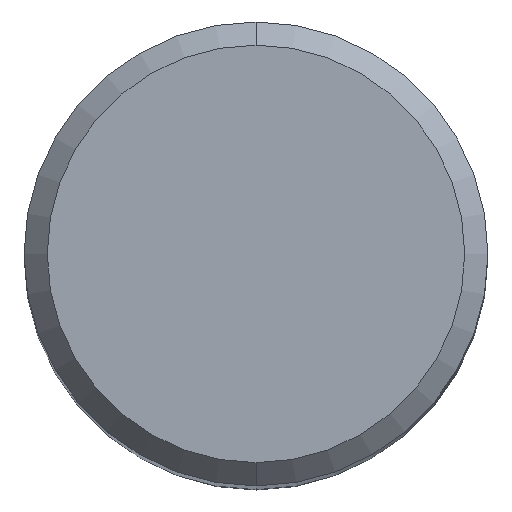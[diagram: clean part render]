
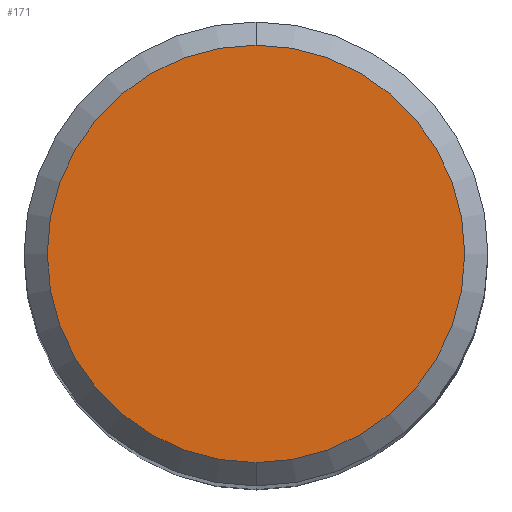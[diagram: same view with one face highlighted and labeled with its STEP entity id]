
A CAD part, top view. The second image highlights one B-rep face of the part: STEP entity #171.
In plain terms, the highlighted planar face has unit normal (0, 0, 1).
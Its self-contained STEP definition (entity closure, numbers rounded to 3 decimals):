
#153=EDGE_CURVE('',#185,#165,#313,.T.);
#165=VERTEX_POINT('',#325);
#171=ADVANCED_FACE('',(#332),#333,.T.);
#185=VERTEX_POINT('',#348);
#187=EDGE_CURVE('',#165,#185,#350,.T.);
#313=CIRCLE('',#491,4.5);
#325=CARTESIAN_POINT('',(0.0,4.5,0.0));
#332=FACE_OUTER_BOUND('',#516,.T.);
#333=PLANE('',#517);
#348=CARTESIAN_POINT('',(0.,-4.5,0.0));
#350=CIRCLE('',#540,4.5);
#491=AXIS2_PLACEMENT_3D('',#694,#695,#696);
#516=EDGE_LOOP('',(#714,#715));
#517=AXIS2_PLACEMENT_3D('',#716,#717,#718);
#540=AXIS2_PLACEMENT_3D('',#732,#733,#734);
#694=CARTESIAN_POINT('',(0.0,0.0,0.0));
#695=DIRECTION('',(0.0,0.0,-1.0));
#696=DIRECTION('',(0.0,1.0,0.0));
#714=ORIENTED_EDGE('',*,*,#187,.F.);
#715=ORIENTED_EDGE('',*,*,#153,.F.);
#716=CARTESIAN_POINT('',(0.0,2.25,0.0));
#717=DIRECTION('',(-0.0,0.0,1.0));
#718=DIRECTION('',(0.0,-1.0,0.0));
#732=CARTESIAN_POINT('',(0.0,0.0,0.0));
#733=DIRECTION('',(0.0,0.0,-1.0));
#734=DIRECTION('',(0.0,1.0,0.0));
